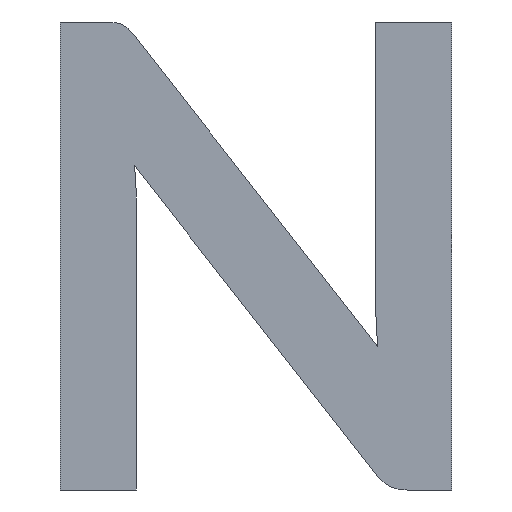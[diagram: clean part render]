
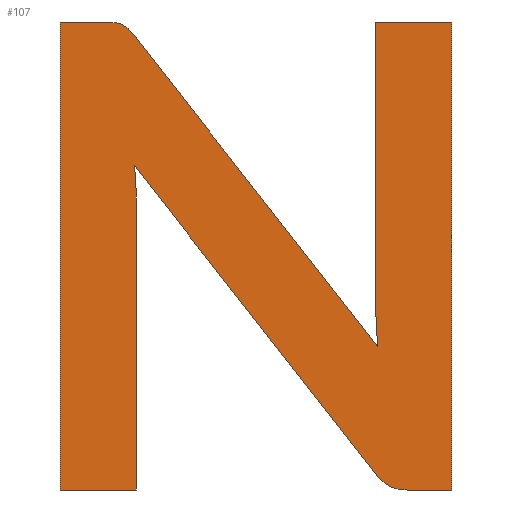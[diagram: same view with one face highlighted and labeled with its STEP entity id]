
A CAD part, front view. The second image highlights one B-rep face of the part: STEP entity #107.
In plain terms, the highlighted planar face has unit normal (0, -1, 0).
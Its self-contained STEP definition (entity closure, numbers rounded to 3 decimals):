
#12=CIRCLE('',#114,1.06);
#13=CIRCLE('',#115,0.096);
#14=CIRCLE('',#116,0.094);
#15=ORIENTED_EDGE('',*,*,#34,.F.);
#16=ORIENTED_EDGE('',*,*,#35,.F.);
#17=ORIENTED_EDGE('',*,*,#36,.F.);
#18=ORIENTED_EDGE('',*,*,#37,.F.);
#19=ORIENTED_EDGE('',*,*,#38,.F.);
#20=ORIENTED_EDGE('',*,*,#39,.F.);
#21=ORIENTED_EDGE('',*,*,#40,.F.);
#22=ORIENTED_EDGE('',*,*,#41,.F.);
#23=ORIENTED_EDGE('',*,*,#42,.F.);
#24=ORIENTED_EDGE('',*,*,#43,.F.);
#25=ORIENTED_EDGE('',*,*,#44,.F.);
#26=ORIENTED_EDGE('',*,*,#45,.F.);
#27=ORIENTED_EDGE('',*,*,#46,.F.);
#28=ORIENTED_EDGE('',*,*,#47,.F.);
#29=ORIENTED_EDGE('',*,*,#48,.F.);
#30=ORIENTED_EDGE('',*,*,#49,.F.);
#31=ORIENTED_EDGE('',*,*,#50,.F.);
#32=ORIENTED_EDGE('',*,*,#51,.F.);
#33=ORIENTED_EDGE('',*,*,#52,.F.);
#34=EDGE_CURVE('',#53,#54,#72,.T.);
#35=EDGE_CURVE('',#55,#53,#73,.T.);
#36=EDGE_CURVE('',#56,#55,#74,.T.);
#37=EDGE_CURVE('',#57,#56,#75,.T.);
#38=EDGE_CURVE('',#58,#57,#76,.T.);
#39=EDGE_CURVE('',#59,#58,#77,.T.);
#40=EDGE_CURVE('',#60,#59,#78,.T.);
#41=EDGE_CURVE('',#61,#60,#79,.T.);
#42=EDGE_CURVE('',#62,#61,#80,.T.);
#43=EDGE_CURVE('',#63,#62,#81,.T.);
#44=EDGE_CURVE('',#64,#63,#82,.T.);
#45=EDGE_CURVE('',#65,#64,#83,.T.);
#46=EDGE_CURVE('',#66,#65,#84,.T.);
#47=EDGE_CURVE('',#67,#66,#85,.T.);
#48=EDGE_CURVE('',#68,#67,#12,.T.);
#49=EDGE_CURVE('',#69,#68,#86,.T.);
#50=EDGE_CURVE('',#70,#69,#13,.T.);
#51=EDGE_CURVE('',#71,#70,#14,.T.);
#52=EDGE_CURVE('',#54,#71,#87,.T.);
#53=VERTEX_POINT('',#146);
#54=VERTEX_POINT('',#147);
#55=VERTEX_POINT('',#149);
#56=VERTEX_POINT('',#151);
#57=VERTEX_POINT('',#153);
#58=VERTEX_POINT('',#155);
#59=VERTEX_POINT('',#157);
#60=VERTEX_POINT('',#159);
#61=VERTEX_POINT('',#161);
#62=VERTEX_POINT('',#163);
#63=VERTEX_POINT('',#165);
#64=VERTEX_POINT('',#167);
#65=VERTEX_POINT('',#169);
#66=VERTEX_POINT('',#171);
#67=VERTEX_POINT('',#173);
#68=VERTEX_POINT('',#175);
#69=VERTEX_POINT('',#177);
#70=VERTEX_POINT('',#179);
#71=VERTEX_POINT('',#181);
#72=LINE('',#145,#88);
#73=LINE('',#148,#89);
#74=LINE('',#150,#90);
#75=LINE('',#152,#91);
#76=LINE('',#154,#92);
#77=LINE('',#156,#93);
#78=LINE('',#158,#94);
#79=LINE('',#160,#95);
#80=LINE('',#162,#96);
#81=LINE('',#164,#97);
#82=LINE('',#166,#98);
#83=LINE('',#168,#99);
#84=LINE('',#170,#100);
#85=LINE('',#172,#101);
#86=LINE('',#176,#102);
#87=LINE('',#182,#103);
#88=VECTOR('',#121,1000.);
#89=VECTOR('',#122,1000.);
#90=VECTOR('',#123,1000.);
#91=VECTOR('',#124,1000.);
#92=VECTOR('',#125,1000.);
#93=VECTOR('',#126,1000.);
#94=VECTOR('',#127,1000.);
#95=VECTOR('',#128,1000.);
#96=VECTOR('',#129,1000.);
#97=VECTOR('',#130,1000.);
#98=VECTOR('',#131,1000.);
#99=VECTOR('',#132,1000.);
#100=VECTOR('',#133,1000.);
#101=VECTOR('',#134,1000.);
#102=VECTOR('',#137,1000.);
#103=VECTOR('',#142,1000.);
#104=EDGE_LOOP('',(#15,#16,#17,#18,#19,#20,#21,#22,#23,#24,#25,#26,#27,
#28,#29,#30,#31,#32,#33));
#105=FACE_BOUND('',#104,.T.);
#106=PLANE('',#113);
#107=ADVANCED_FACE('',(#105),#106,.T.);
#113=AXIS2_PLACEMENT_3D('',#144,#119,#120);
#114=AXIS2_PLACEMENT_3D('',#174,#135,#136);
#115=AXIS2_PLACEMENT_3D('',#178,#138,#139);
#116=AXIS2_PLACEMENT_3D('',#180,#140,#141);
#119=DIRECTION('',(0.,-1.,0.));
#120=DIRECTION('',(1.,0.,0.));
#121=DIRECTION('',(0.,0.,-1.));
#122=DIRECTION('',(1.,0.,0.));
#123=DIRECTION('',(0.,0.,1.));
#124=DIRECTION('',(-0.031,0.,1.));
#125=DIRECTION('',(-0.066,0.,0.998));
#126=DIRECTION('',(0.616,0.,-0.787));
#127=DIRECTION('',(0.663,0.,-0.749));
#128=DIRECTION('',(0.827,0.,-0.562));
#129=DIRECTION('',(0.967,0.,-0.256));
#130=DIRECTION('',(0.998,0.,-0.067));
#131=DIRECTION('',(1.,0.,0.));
#132=DIRECTION('',(0.,0.,1.));
#133=DIRECTION('',(-1.,0.,0.));
#134=DIRECTION('',(0.,0.,-1.));
#135=DIRECTION('',(0.,1.,0.));
#136=DIRECTION('',(0.996,0.,0.092));
#137=DIRECTION('',(-0.617,0.,0.787));
#138=DIRECTION('',(0.,1.,0.));
#139=DIRECTION('',(-0.469,0.,-0.883));
#140=DIRECTION('',(0.,1.,0.));
#141=DIRECTION('',(0.031,0.,-1.));
#142=DIRECTION('',(-1.,0.,0.));
#144=CARTESIAN_POINT('',(3.556,0.,1.12));
#145=CARTESIAN_POINT('',(3.556,0.,1.12));
#146=CARTESIAN_POINT('',(3.556,0.,1.12));
#147=CARTESIAN_POINT('',(3.556,0.,0.));
#148=CARTESIAN_POINT('',(3.374,0.,1.12));
#149=CARTESIAN_POINT('',(3.374,0.,1.12));
#150=CARTESIAN_POINT('',(3.374,0.,0.445));
#151=CARTESIAN_POINT('',(3.374,0.,0.445));
#152=CARTESIAN_POINT('',(3.375,0.,0.421));
#153=CARTESIAN_POINT('',(3.376,0.,0.397));
#154=CARTESIAN_POINT('',(3.377,0.,0.37));
#155=CARTESIAN_POINT('',(3.379,0.,0.344));
#156=CARTESIAN_POINT('',(2.797,0.,1.087));
#157=CARTESIAN_POINT('',(2.797,0.,1.087));
#158=CARTESIAN_POINT('',(2.789,0.,1.096));
#159=CARTESIAN_POINT('',(2.782,0.,1.105));
#160=CARTESIAN_POINT('',(2.775,0.,1.109));
#161=CARTESIAN_POINT('',(2.768,0.,1.114));
#162=CARTESIAN_POINT('',(2.759,0.,1.116));
#163=CARTESIAN_POINT('',(2.751,0.,1.119));
#164=CARTESIAN_POINT('',(2.739,0.,1.119));
#165=CARTESIAN_POINT('',(2.728,0.,1.12));
#166=CARTESIAN_POINT('',(2.62,0.,1.12));
#167=CARTESIAN_POINT('',(2.62,0.,1.12));
#168=CARTESIAN_POINT('',(2.62,0.,0.));
#169=CARTESIAN_POINT('',(2.62,0.,0.));
#170=CARTESIAN_POINT('',(2.802,0.,0.));
#171=CARTESIAN_POINT('',(2.802,0.,0.));
#172=CARTESIAN_POINT('',(2.802,0.,0.682));
#173=CARTESIAN_POINT('',(2.802,0.,0.682));
#174=CARTESIAN_POINT('',(1.742,0.,0.678));
#175=CARTESIAN_POINT('',(2.797,0.,0.776));
#176=CARTESIAN_POINT('',(3.377,0.,0.036));
#177=CARTESIAN_POINT('',(3.377,0.,0.036));
#178=CARTESIAN_POINT('',(3.454,0.,0.093));
#179=CARTESIAN_POINT('',(3.409,0.,0.008));
#180=CARTESIAN_POINT('',(3.447,0.,0.094));
#181=CARTESIAN_POINT('',(3.45,0.,0.));
#182=CARTESIAN_POINT('',(3.556,0.,0.));
